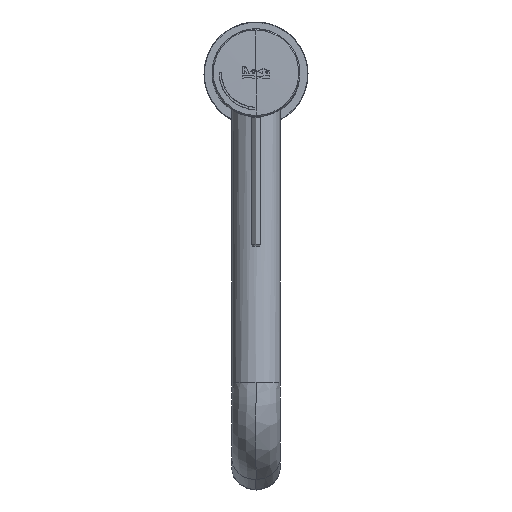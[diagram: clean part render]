
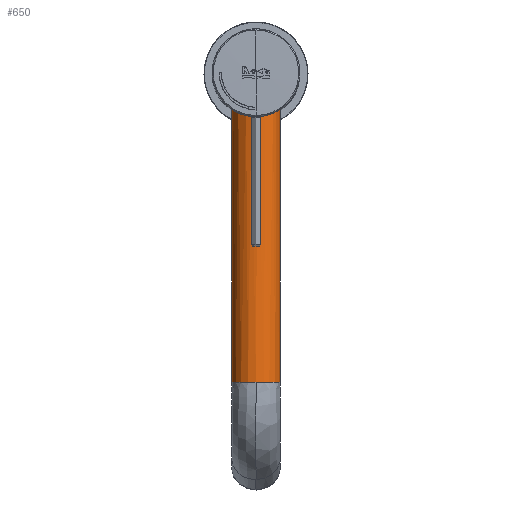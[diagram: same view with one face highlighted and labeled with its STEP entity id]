
A CAD part, top view. The second image highlights one B-rep face of the part: STEP entity #650.
In plain terms, the highlighted cylindrical face has radius 10.5 mm (diameter 21 mm), a partial arc.
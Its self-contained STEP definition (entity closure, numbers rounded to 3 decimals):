
#650=ADVANCED_FACE('',(#5559),#77964,.T.);
#5559=FACE_OUTER_BOUND('',#10470,.T.);
#10470=EDGE_LOOP('',(#15995,#15996,#15997,#15998,#15999));
#15995=ORIENTED_EDGE('',*,*,#40865,.T.);
#15996=ORIENTED_EDGE('',*,*,#40843,.T.);
#15997=ORIENTED_EDGE('',*,*,#40844,.T.);
#15998=ORIENTED_EDGE('',*,*,#40845,.T.);
#15999=ORIENTED_EDGE('',*,*,#40867,.T.);
#40843=EDGE_CURVE('',#65762,#65763,#55314,.T.);
#40844=EDGE_CURVE('',#65763,#65764,#53263,.T.);
#40845=EDGE_CURVE('',#65764,#65765,#55315,.T.);
#40865=EDGE_CURVE('',#65761,#65762,#55326,.T.);
#40867=EDGE_CURVE('',#65765,#65761,#55328,.T.);
#53263=(
BOUNDED_CURVE()
B_SPLINE_CURVE(2,(#95849,#95850,#95851,#95852,#95853),.UNSPECIFIED.,.F.,
 .F.)
B_SPLINE_CURVE_WITH_KNOTS((3,2,3),(0.,16.493,32.987),
 .UNSPECIFIED.)
CURVE()
GEOMETRIC_REPRESENTATION_ITEM()
RATIONAL_B_SPLINE_CURVE((1.,0.707,1.,0.707,1.))
REPRESENTATION_ITEM('')
);
#55314=B_SPLINE_CURVE_WITH_KNOTS('',1,(#95847,#95848),.UNSPECIFIED.,.F.,
 .F.,(2,2),(0.,118.77),.UNSPECIFIED.);
#55315=B_SPLINE_CURVE_WITH_KNOTS('',1,(#95854,#95855),.UNSPECIFIED.,.F.,
 .F.,(2,2),(0.,118.77),.UNSPECIFIED.);
#55326=B_SPLINE_CURVE_WITH_KNOTS('',3,(#95941,#95942,#95943,#95944,#95945,
#95946,#95947,#95948,#95949,#95950),.UNSPECIFIED.,.F.,.F.,(4,2,2,2,4),(-16.599,
-12.449,-8.299,-4.15,0.),.UNSPECIFIED.);
#55328=B_SPLINE_CURVE_WITH_KNOTS('',3,(#95969,#95970,#95971,#95972,#95973,
#95974,#95975,#95976,#95977,#95978),.UNSPECIFIED.,.F.,.F.,(4,2,2,2,4),(-16.599,
-12.449,-8.299,-4.15,0.),.UNSPECIFIED.);
#65761=VERTEX_POINT('',#95821);
#65762=VERTEX_POINT('',#95822);
#65763=VERTEX_POINT('',#95823);
#65764=VERTEX_POINT('',#95824);
#65765=VERTEX_POINT('',#95825);
#77964=CYLINDRICAL_SURFACE('',#80170,10.5);
#80170=AXIS2_PLACEMENT_3D('',#89282,#84004,$);
#84004=DIRECTION('',(-1.,0.,0.));
#89282=CARTESIAN_POINT('',(74.385,119.696,0.));
#95821=CARTESIAN_POINT('',(133.77,130.196,0.));
#95822=CARTESIAN_POINT('',(133.77,119.696,-10.5));
#95823=CARTESIAN_POINT('',(15.,119.696,-10.5));
#95824=CARTESIAN_POINT('',(15.,119.696,10.5));
#95825=CARTESIAN_POINT('',(133.77,119.696,10.5));
#95847=CARTESIAN_POINT('',(133.77,119.696,-10.5));
#95848=CARTESIAN_POINT('',(15.,119.696,-10.5));
#95849=CARTESIAN_POINT('',(15.,119.696,-10.5));
#95850=CARTESIAN_POINT('',(15.,130.196,-10.5));
#95851=CARTESIAN_POINT('',(15.,130.196,0.));
#95852=CARTESIAN_POINT('',(15.,130.196,10.5));
#95853=CARTESIAN_POINT('',(15.,119.696,10.5));
#95854=CARTESIAN_POINT('',(15.,119.696,10.5));
#95855=CARTESIAN_POINT('',(133.77,119.696,10.5));
#95941=CARTESIAN_POINT('',(133.77,130.196,0.));
#95942=CARTESIAN_POINT('',(133.77,130.196,-1.375));
#95943=CARTESIAN_POINT('',(133.77,129.923,-2.748));
#95944=CARTESIAN_POINT('',(133.77,128.871,-5.288));
#95945=CARTESIAN_POINT('',(133.77,128.093,-6.453));
#95946=CARTESIAN_POINT('',(133.77,126.149,-8.397));
#95947=CARTESIAN_POINT('',(133.77,124.985,-9.175));
#95948=CARTESIAN_POINT('',(133.77,122.445,-10.227));
#95949=CARTESIAN_POINT('',(133.77,121.071,-10.5));
#95950=CARTESIAN_POINT('',(133.77,119.696,-10.5));
#95969=CARTESIAN_POINT('',(133.77,119.696,10.5));
#95970=CARTESIAN_POINT('',(133.77,121.071,10.5));
#95971=CARTESIAN_POINT('',(133.77,122.445,10.227));
#95972=CARTESIAN_POINT('',(133.77,124.985,9.175));
#95973=CARTESIAN_POINT('',(133.77,126.149,8.397));
#95974=CARTESIAN_POINT('',(133.77,128.093,6.453));
#95975=CARTESIAN_POINT('',(133.77,128.871,5.288));
#95976=CARTESIAN_POINT('',(133.77,129.923,2.748));
#95977=CARTESIAN_POINT('',(133.77,130.196,1.375));
#95978=CARTESIAN_POINT('',(133.77,130.196,0.));
